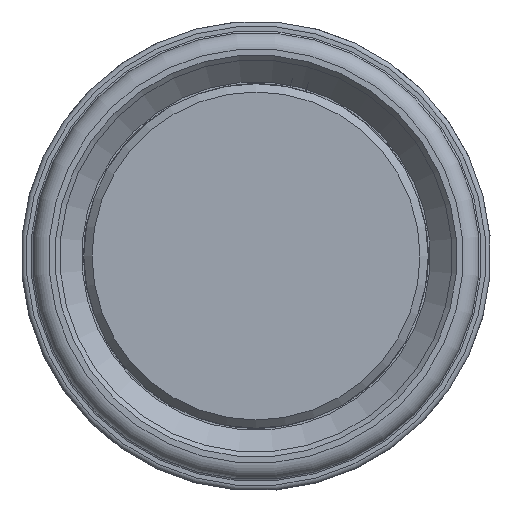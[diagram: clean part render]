
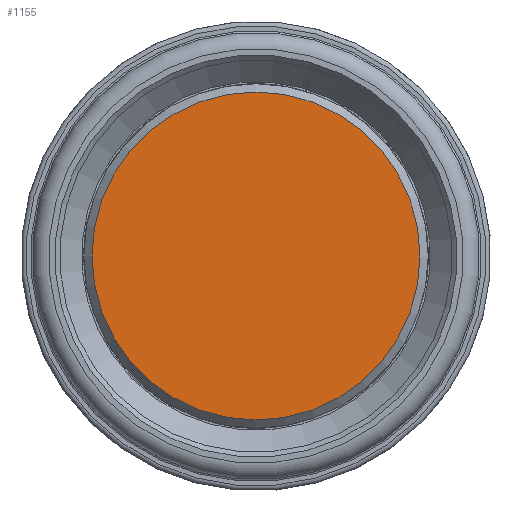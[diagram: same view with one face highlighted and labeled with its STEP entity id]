
A CAD part, left-side view. The second image highlights one B-rep face of the part: STEP entity #1155.
In plain terms, the highlighted planar face has unit normal (-1, 0, 0).
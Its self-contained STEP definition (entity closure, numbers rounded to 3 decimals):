
#1139=CARTESIAN_POINT('',(0.,9.175,0.0));
#1140=DIRECTION('',(-1.0,0.0,0.0));
#1141=DIRECTION('',(0.0,0.0,1.0));
#1142=AXIS2_PLACEMENT_3D('',#1139,#1140,#1141);
#1143=PLANE('',#1142);
#1144=CARTESIAN_POINT('',(0.,9.95,0.));
#1145=VERTEX_POINT('',#1144);
#1146=CARTESIAN_POINT('',(0.,0.0,0.0));
#1147=DIRECTION('',(1.0,0.0,0.0));
#1148=DIRECTION('',(0.0,-1.0,0.0));
#1149=AXIS2_PLACEMENT_3D('',#1146,#1147,#1148);
#1150=CIRCLE('',#1149,9.95);
#1151=EDGE_CURVE('',#1145,#1145,#1150,.T.);
#1152=ORIENTED_EDGE('',*,*,#1151,.F.);
#1153=EDGE_LOOP('',(#1152));
#1154=FACE_OUTER_BOUND('',#1153,.T.);
#1155=ADVANCED_FACE('',(#1154),#1143,.T.);
